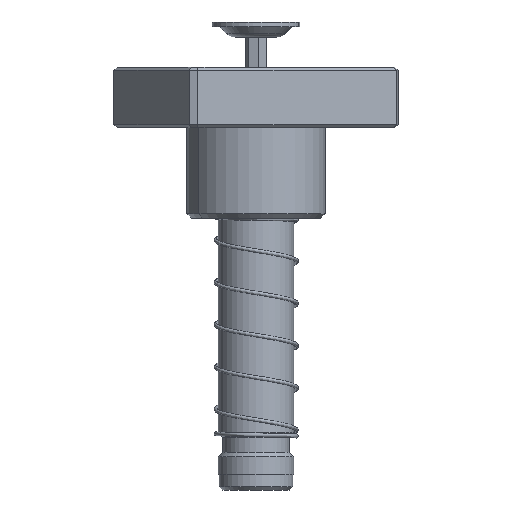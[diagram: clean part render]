
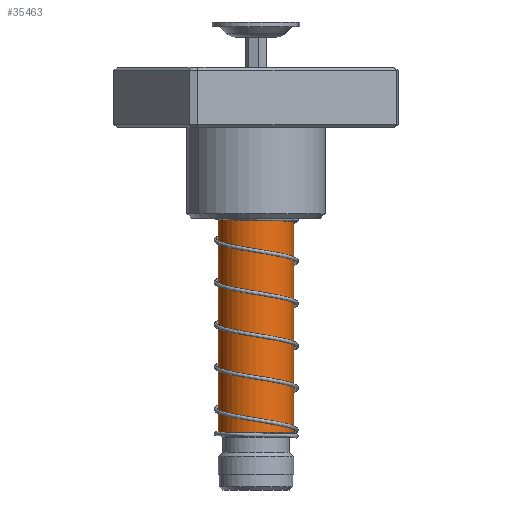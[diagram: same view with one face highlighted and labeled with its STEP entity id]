
A CAD part, front view. The second image highlights one B-rep face of the part: STEP entity #35463.
In plain terms, the highlighted cylindrical face has radius 12.5 mm (diameter 25 mm), a partial arc.
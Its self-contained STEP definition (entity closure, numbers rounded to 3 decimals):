
#154 = ORIENTED_EDGE ( 'NONE', *, *, #44958, .F. ) ;
#586 = DIRECTION ( 'NONE',  ( 0., 0., -1. ) ) ;
#1874 = AXIS2_PLACEMENT_3D ( 'NONE', #7087, #43002, #10799 ) ;
#2632 = DIRECTION ( 'NONE',  ( 0., 0., -1. ) ) ;
#3217 = EDGE_CURVE ( 'NONE', #30244, #16895, #30166, .T. ) ;
#5352 = CARTESIAN_POINT ( 'NONE',  ( -12.5, 0., 140. ) ) ;
#6275 = VECTOR ( 'NONE', #16360, 1000. ) ;
#6853 = AXIS2_PLACEMENT_3D ( 'NONE', #8074, #35746, #11330 ) ;
#7087 = CARTESIAN_POINT ( 'NONE',  ( 0., 0., 137.5 ) ) ;
#7516 = CIRCLE ( 'NONE', #32783, 12.5 ) ;
#8074 = CARTESIAN_POINT ( 'NONE',  ( 0., 0., 140. ) ) ;
#9042 = CARTESIAN_POINT ( 'NONE',  ( -12.5, 0., 137.5 ) ) ;
#10037 = CARTESIAN_POINT ( 'NONE',  ( 12.5, 0., 140. ) ) ;
#10799 = DIRECTION ( 'NONE',  ( 1., 0., 0. ) ) ;
#10944 = EDGE_CURVE ( 'NONE', #40943, #16571, #43373, .T. ) ;
#11330 = DIRECTION ( 'NONE',  ( -1., 0., 0. ) ) ;
#15821 = ORIENTED_EDGE ( 'NONE', *, *, #36090, .T. ) ;
#16360 = DIRECTION ( 'NONE',  ( 0., 0., -1. ) ) ;
#16571 = VERTEX_POINT ( 'NONE', #21256 ) ;
#16895 = VERTEX_POINT ( 'NONE', #41040 ) ;
#21256 = CARTESIAN_POINT ( 'NONE',  ( -12.5, 0., 19. ) ) ;
#22841 = ORIENTED_EDGE ( 'NONE', *, *, #10944, .T. ) ;
#25868 = CYLINDRICAL_SURFACE ( 'NONE', #6853, 12.5 ) ;
#27234 = CARTESIAN_POINT ( 'NONE',  ( 12.5, 0., 137.5 ) ) ;
#28828 = DIRECTION ( 'NONE',  ( -1., 0., 0. ) ) ;
#30166 = LINE ( 'NONE', #10037, #32360 ) ;
#30244 = VERTEX_POINT ( 'NONE', #27234 ) ;
#32360 = VECTOR ( 'NONE', #2632, 1000. ) ;
#32564 = ORIENTED_EDGE ( 'NONE', *, *, #3217, .F. ) ;
#32783 = AXIS2_PLACEMENT_3D ( 'NONE', #42972, #586, #28828 ) ;
#35463 = ADVANCED_FACE ( 'NONE', ( #38624 ), #25868, .T. ) ;
#35746 = DIRECTION ( 'NONE',  ( 0., 0., -1. ) ) ;
#36090 = EDGE_CURVE ( 'NONE', #30244, #40943, #44183, .T. ) ;
#38624 = FACE_OUTER_BOUND ( 'NONE', #41751, .T. ) ;
#40943 = VERTEX_POINT ( 'NONE', #9042 ) ;
#41040 = CARTESIAN_POINT ( 'NONE',  ( 12.5, 0., 19. ) ) ;
#41751 = EDGE_LOOP ( 'NONE', ( #32564, #15821, #22841, #154 ) ) ;
#42972 = CARTESIAN_POINT ( 'NONE',  ( 0., 0., 19. ) ) ;
#43002 = DIRECTION ( 'NONE',  ( 0., 0., -1. ) ) ;
#43373 = LINE ( 'NONE', #5352, #6275 ) ;
#44183 = CIRCLE ( 'NONE', #1874, 12.5 ) ;
#44958 = EDGE_CURVE ( 'NONE', #16895, #16571, #7516, .T. ) ;
